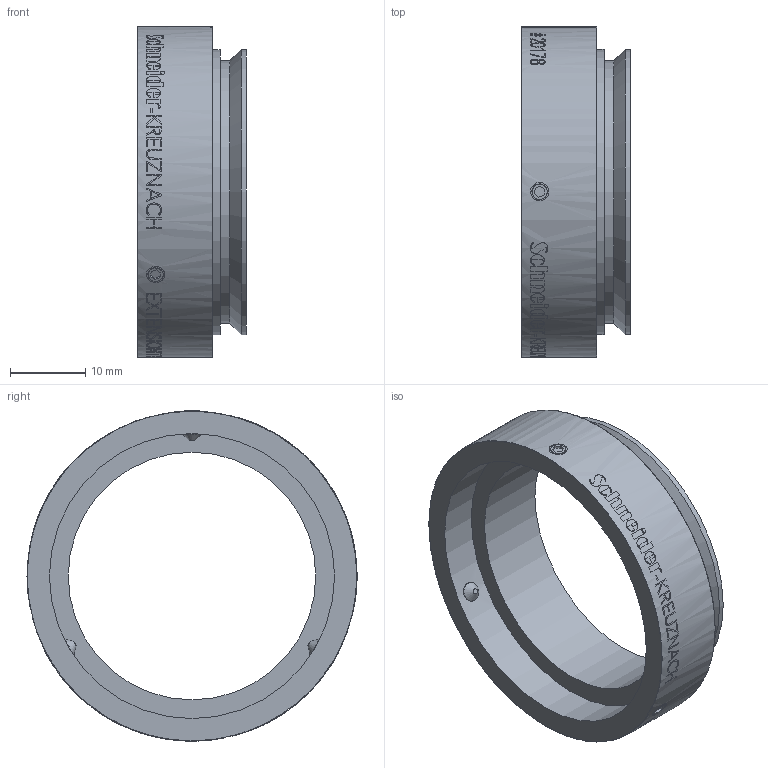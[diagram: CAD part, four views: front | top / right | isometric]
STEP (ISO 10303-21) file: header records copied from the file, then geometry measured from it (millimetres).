
FILE_DESCRIPTION(/* description */ (''),/* implementation_level */ '2;1');
FILE_NAME(/* name */ '20178_00166596_001.stp',/* time_stamp */ '2022-04-01T08:38:32+02:00',/* author */ (''),/* organization */ (''),/* preprocessor_version */ 'ST-DEVELOPER v16',/* originating_system */ 'SIEMENS PLM Software NX 10.0',/* authorisation */ '');
FILE_SCHEMA (('AP203_CONFIGURATION_CONTROLLED_3D_DESIGN_OF_MECHANICAL_PARTS_AND_ASSEMBLIES_MIM_LF { 1 0 10303 403 2 1 2}'));
Length unit declared in the file: millimetre
Products named in the file (1): Froe6B5C76F3nb60
Bounding box: 14.5 x 44 x 44.02 mm (x, y, z)
Volume: 6163.9 mm3; surface area: 6437.2 mm2
Topology: 1 solids, 2 shells, 116 faces, 519 edges, 482 vertices
Faces by surface type: cylinder 80, plane 29, cone 7
Full cylindrical faces by diameter (mm): 2.5 x3, 33 x1, 35 x1, 38 x3, 44 x2
Entity records: 7044 total; most frequent: CARTESIAN_POINT 3290, ORIENTED_EDGE 981, EDGE_CURVE 493, VERTEX_POINT 475, B_SPLINE_CURVE_WITH_KNOTS 416, DIRECTION 352, EDGE_LOOP 217, AXIS2_PLACEMENT_3D 158
